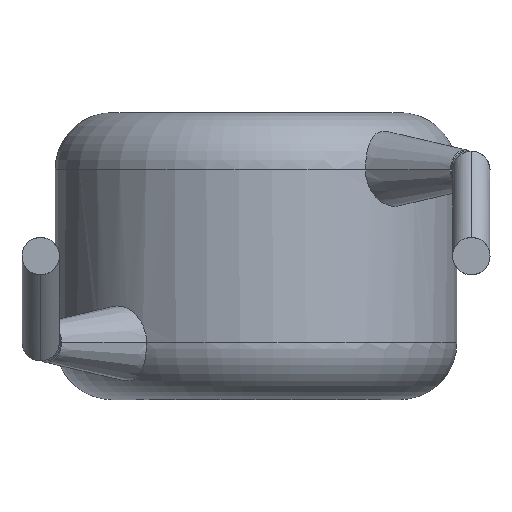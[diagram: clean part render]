
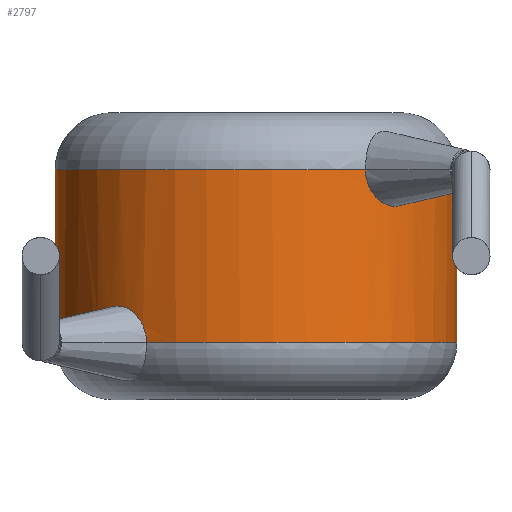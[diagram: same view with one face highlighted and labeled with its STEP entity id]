
A CAD part, front view. The second image highlights one B-rep face of the part: STEP entity #2797.
In plain terms, the highlighted cylindrical face has radius 3.5 mm (diameter 7 mm), a partial arc.
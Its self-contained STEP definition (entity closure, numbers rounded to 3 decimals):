
#2 = EDGE_CURVE ( 'NONE', #3445, #2101, #4143, .T. ) ;
#24 = CARTESIAN_POINT ( 'NONE',  ( 0., 0., 4. ) ) ;
#45 = CARTESIAN_POINT ( 'NONE',  ( 2.017, -2.861, 3.609 ) ) ;
#85 = CARTESIAN_POINT ( 'NONE',  ( 2.796, -2.109, 3.668 ) ) ;
#123 = CARTESIAN_POINT ( 'NONE',  ( -2.837, -2.05, 1. ) ) ;
#137 = AXIS2_PLACEMENT_3D ( 'NONE', #2799, #183, #3095 ) ;
#140 = CARTESIAN_POINT ( 'NONE',  ( -2.796, -2.109, 1.332 ) ) ;
#183 = DIRECTION ( 'NONE',  ( 0., 0., -1. ) ) ;
#268 = EDGE_CURVE ( 'NONE', #3032, #2877, #2744, .T. ) ;
#360 = VERTEX_POINT ( 'NONE', #2312 ) ;
#409 = CARTESIAN_POINT ( 'NONE',  ( 2.533, -2.421, 3.368 ) ) ;
#424 = CARTESIAN_POINT ( 'NONE',  ( 3.5, 0., 5. ) ) ;
#451 = AXIS2_PLACEMENT_3D ( 'NONE', #3039, #472, #1767 ) ;
#468 = CARTESIAN_POINT ( 'NONE',  ( -1.922, -2.925, 1.167 ) ) ;
#472 = DIRECTION ( 'NONE',  ( 0., 0., 1. ) ) ;
#493 = CARTESIAN_POINT ( 'NONE',  ( -2.292, -2.65, 1.632 ) ) ;
#527 = DIRECTION ( 'NONE',  ( 0., 0., 1. ) ) ;
#550 = ORIENTED_EDGE ( 'NONE', *, *, #1410, .F. ) ;
#734 = LINE ( 'NONE', #424, #2284 ) ;
#834 = EDGE_CURVE ( 'NONE', #2211, #4008, #3707, .T. ) ;
#942 = DIRECTION ( 'NONE',  ( 1., 0., 0. ) ) ;
#969 = CARTESIAN_POINT ( 'NONE',  ( 1.922, -2.925, 3.833 ) ) ;
#1030 = CARTESIAN_POINT ( 'NONE',  ( 2.644, -2.297, 3.434 ) ) ;
#1152 = VECTOR ( 'NONE', #2684, 1000. ) ;
#1220 = ORIENTED_EDGE ( 'NONE', *, *, #3453, .T. ) ;
#1276 = CARTESIAN_POINT ( 'NONE',  ( -3.5, 0., 1. ) ) ;
#1410 = EDGE_CURVE ( 'NONE', #360, #4008, #3270, .T. ) ;
#1589 = CARTESIAN_POINT ( 'NONE',  ( 0., 0., 4. ) ) ;
#1660 = CARTESIAN_POINT ( 'NONE',  ( 3.5, 0., 1. ) ) ;
#1706 = CARTESIAN_POINT ( 'NONE',  ( 2.162, -2.755, 3.436 ) ) ;
#1717 = CIRCLE ( 'NONE', #2776, 3.5 ) ;
#1764 = CARTESIAN_POINT ( 'NONE',  ( -1.908, -2.934, 1. ) ) ;
#1767 = DIRECTION ( 'NONE',  ( 1., 0., 0. ) ) ;
#1836 = EDGE_CURVE ( 'NONE', #3445, #3913, #1717, .T. ) ;
#2084 = CARTESIAN_POINT ( 'NONE',  ( -2.837, -2.05, 1.169 ) ) ;
#2101 = VERTEX_POINT ( 'NONE', #123 ) ;
#2138 = ORIENTED_EDGE ( 'NONE', *, *, #1836, .T. ) ;
#2144 = CARTESIAN_POINT ( 'NONE',  ( -1.908, -2.934, 1.084 ) ) ;
#2211 = VERTEX_POINT ( 'NONE', #3766 ) ;
#2273 = EDGE_CURVE ( 'NONE', #2211, #3913, #734, .T. ) ;
#2284 = VECTOR ( 'NONE', #4207, 1000. ) ;
#2309 = ORIENTED_EDGE ( 'NONE', *, *, #2, .F. ) ;
#2312 = CARTESIAN_POINT ( 'NONE',  ( 1.908, -2.934, 4. ) ) ;
#2320 = CARTESIAN_POINT ( 'NONE',  ( 2.837, -2.05, 3.831 ) ) ;
#2404 = ORIENTED_EDGE ( 'NONE', *, *, #268, .T. ) ;
#2414 = CARTESIAN_POINT ( 'NONE',  ( -2.837, -2.05, 1. ) ) ;
#2611 = CARTESIAN_POINT ( 'NONE',  ( -1.908, -2.934, 1. ) ) ;
#2676 = DIRECTION ( 'NONE',  ( 1., 0., 0. ) ) ;
#2684 = DIRECTION ( 'NONE',  ( 0., 0., -1. ) ) ;
#2689 = CARTESIAN_POINT ( 'NONE',  ( 2.837, -2.05, 4. ) ) ;
#2711 = AXIS2_PLACEMENT_3D ( 'NONE', #24, #3599, #2676 ) ;
#2733 = FACE_OUTER_BOUND ( 'NONE', #3861, .T. ) ;
#2744 = LINE ( 'NONE', #4197, #1152 ) ;
#2758 = CARTESIAN_POINT ( 'NONE',  ( -2.017, -2.861, 1.391 ) ) ;
#2776 = AXIS2_PLACEMENT_3D ( 'NONE', #3487, #527, #2805 ) ;
#2797 = ADVANCED_FACE ( 'NONE', ( #2733 ), #3253, .T. ) ;
#2799 = CARTESIAN_POINT ( 'NONE',  ( 0., 0., 5. ) ) ;
#2802 = CARTESIAN_POINT ( 'NONE',  ( -2.162, -2.755, 1.564 ) ) ;
#2805 = DIRECTION ( 'NONE',  ( 1., 0., 0. ) ) ;
#2877 = VERTEX_POINT ( 'NONE', #1276 ) ;
#2946 = CARTESIAN_POINT ( 'NONE',  ( 1.908, -2.934, 3.916 ) ) ;
#3004 = CARTESIAN_POINT ( 'NONE',  ( 2.292, -2.65, 3.368 ) ) ;
#3031 = CIRCLE ( 'NONE', #451, 3.5 ) ;
#3032 = VERTEX_POINT ( 'NONE', #3681 ) ;
#3039 = CARTESIAN_POINT ( 'NONE',  ( 0., 0., 1. ) ) ;
#3079 = CIRCLE ( 'NONE', #4109, 3.5 ) ;
#3081 = CARTESIAN_POINT ( 'NONE',  ( -2.644, -2.297, 1.566 ) ) ;
#3095 = DIRECTION ( 'NONE',  ( -1., 0., 0. ) ) ;
#3253 = CYLINDRICAL_SURFACE ( 'NONE', #137, 3.5 ) ;
#3264 = ORIENTED_EDGE ( 'NONE', *, *, #3814, .T. ) ;
#3266 = CARTESIAN_POINT ( 'NONE',  ( 1.908, -2.934, 4. ) ) ;
#3270 = B_SPLINE_CURVE_WITH_KNOTS ( 'NONE', 3,
 ( #3266, #2946, #969, #3277, #45, #1706, #3004, #409, #1030, #85, #2320, #2689 ),
 .UNSPECIFIED., .F., .F.,
 ( 4, 2, 2, 2, 2, 4 ),
 ( 0., 0., 0., 0.001, 0.001, 0.002 ),
 .UNSPECIFIED. ) ;
#3277 = CARTESIAN_POINT ( 'NONE',  ( 1.977, -2.888, 3.68 ) ) ;
#3337 = CARTESIAN_POINT ( 'NONE',  ( 2.837, -2.05, 4. ) ) ;
#3445 = VERTEX_POINT ( 'NONE', #2611 ) ;
#3453 = EDGE_CURVE ( 'NONE', #2877, #2101, #3031, .T. ) ;
#3487 = CARTESIAN_POINT ( 'NONE',  ( 0., 0., 1. ) ) ;
#3597 = DIRECTION ( 'NONE',  ( 0., 0., -1. ) ) ;
#3599 = DIRECTION ( 'NONE',  ( 0., 0., -1. ) ) ;
#3681 = CARTESIAN_POINT ( 'NONE',  ( -3.5, 0., 4. ) ) ;
#3707 = CIRCLE ( 'NONE', #2711, 3.5 ) ;
#3722 = CARTESIAN_POINT ( 'NONE',  ( -2.533, -2.421, 1.632 ) ) ;
#3759 = CARTESIAN_POINT ( 'NONE',  ( -1.977, -2.888, 1.32 ) ) ;
#3766 = CARTESIAN_POINT ( 'NONE',  ( 3.5, 0., 4. ) ) ;
#3814 = EDGE_CURVE ( 'NONE', #360, #3032, #3079, .T. ) ;
#3861 = EDGE_LOOP ( 'NONE', ( #4151, #4166, #550, #3264, #2404, #1220, #2309, #2138 ) ) ;
#3913 = VERTEX_POINT ( 'NONE', #1660 ) ;
#4008 = VERTEX_POINT ( 'NONE', #3337 ) ;
#4109 = AXIS2_PLACEMENT_3D ( 'NONE', #1589, #3597, #942 ) ;
#4143 = B_SPLINE_CURVE_WITH_KNOTS ( 'NONE', 3,
 ( #1764, #2144, #468, #3759, #2758, #2802, #493, #3722, #3081, #140, #2084, #2414 ),
 .UNSPECIFIED., .F., .F.,
 ( 4, 2, 2, 2, 2, 4 ),
 ( 0., 0., 0., 0.001, 0.001, 0.002 ),
 .UNSPECIFIED. ) ;
#4151 = ORIENTED_EDGE ( 'NONE', *, *, #2273, .F. ) ;
#4166 = ORIENTED_EDGE ( 'NONE', *, *, #834, .T. ) ;
#4197 = CARTESIAN_POINT ( 'NONE',  ( -3.5, 0., 5. ) ) ;
#4207 = DIRECTION ( 'NONE',  ( 0., 0., -1. ) ) ;
